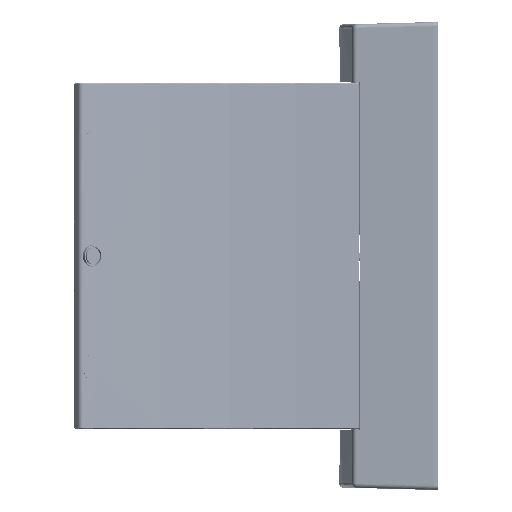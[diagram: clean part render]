
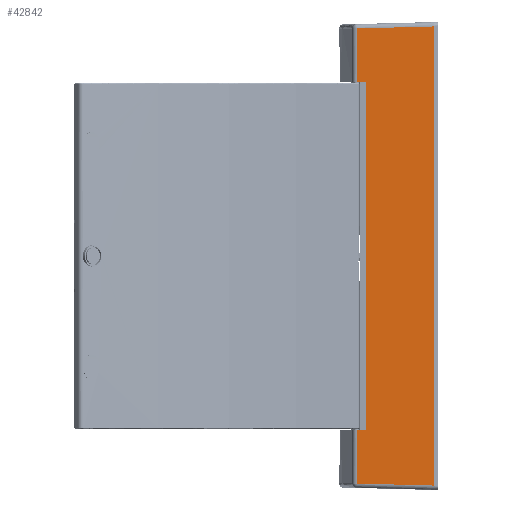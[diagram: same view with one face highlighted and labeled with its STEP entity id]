
A CAD part, left-side view. The second image highlights one B-rep face of the part: STEP entity #42842.
In plain terms, the highlighted planar face has unit normal (-1, 0.026, 0).
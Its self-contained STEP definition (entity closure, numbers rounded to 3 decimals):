
#4338=ORIENTED_EDGE('',*,*,#15703,.T.);
#4339=ORIENTED_EDGE('',*,*,#15826,.F.);
#4340=ORIENTED_EDGE('',*,*,#15827,.F.);
#4341=ORIENTED_EDGE('',*,*,#15828,.T.);
#4342=ORIENTED_EDGE('',*,*,#15818,.T.);
#4343=ORIENTED_EDGE('',*,*,#15829,.T.);
#4344=ORIENTED_EDGE('',*,*,#15682,.F.);
#4345=ORIENTED_EDGE('',*,*,#15692,.F.);
#15682=EDGE_CURVE('',#21465,#21467,#25773,.T.);
#15692=EDGE_CURVE('',#21472,#21465,#25776,.T.);
#15703=EDGE_CURVE('',#21472,#21479,#25782,.T.);
#15818=EDGE_CURVE('',#21546,#21549,#25873,.T.);
#15826=EDGE_CURVE('',#21553,#21479,#25875,.T.);
#15827=EDGE_CURVE('',#21554,#21553,#25876,.T.);
#15828=EDGE_CURVE('',#21554,#21546,#25877,.T.);
#15829=EDGE_CURVE('',#21549,#21467,#25878,.T.);
#21465=VERTEX_POINT('',#66265);
#21467=VERTEX_POINT('',#66268);
#21472=VERTEX_POINT('',#66327);
#21479=VERTEX_POINT('',#66364);
#21546=VERTEX_POINT('',#66663);
#21549=VERTEX_POINT('',#66671);
#21553=VERTEX_POINT('',#66725);
#21554=VERTEX_POINT('',#66727);
#25773=LINE('',#66267,#29162);
#25776=LINE('',#66326,#29165);
#25782=LINE('',#66365,#29171);
#25873=LINE('',#66672,#29262);
#25875=LINE('',#66724,#29264);
#25876=LINE('',#66726,#29265);
#25877=LINE('',#66728,#29266);
#25878=LINE('',#66729,#29267);
#29162=VECTOR('',#53546,1000.);
#29165=VECTOR('',#53565,1000.);
#29171=VECTOR('',#53575,1000.);
#29262=VECTOR('',#53788,1000.);
#29264=VECTOR('',#53806,1000.);
#29265=VECTOR('',#53807,1000.);
#29266=VECTOR('',#53808,1000.);
#29267=VECTOR('',#53809,1000.);
#32503=EDGE_LOOP('',(#4338,#4339,#4340,#4341,#4342,#4343,#4344,#4345));
#37048=FACE_BOUND('',#32503,.T.);
#41542=PLANE('',#48748);
#42842=ADVANCED_FACE('',(#37048),#41542,.T.);
#48748=AXIS2_PLACEMENT_3D('',#66723,#53804,#53805);
#53546=DIRECTION('',(-0.026,-0.999,0.026));
#53565=DIRECTION('',(0.,0.,1.));
#53575=DIRECTION('',(-0.026,-0.999,-0.026));
#53788=DIRECTION('',(-0.026,-0.999,-0.026));
#53804=DIRECTION('',(-1.,0.026,0.));
#53805=DIRECTION('',(-0.026,-1.,0.));
#53806=DIRECTION('',(0.,0.,1.));
#53807=DIRECTION('',(-0.026,-0.999,0.026));
#53808=DIRECTION('',(0.,0.,-1.));
#53809=DIRECTION('',(0.,0.,1.));
#66265=CARTESIAN_POINT('',(-195.612,87.393,255.513));
#66267=CARTESIAN_POINT('',(-197.903,-0.131,257.805));
#66268=CARTESIAN_POINT('',(-197.9,0.,257.802));
#66326=CARTESIAN_POINT('',(-195.612,87.393,262.8));
#66327=CARTESIAN_POINT('',(-195.612,87.393,195.272));
#66364=CARTESIAN_POINT('',(-195.884,77.002,195.));
#66365=CARTESIAN_POINT('',(-195.816,79.569,195.067));
#66663=CARTESIAN_POINT('',(-195.612,87.393,-255.513));
#66671=CARTESIAN_POINT('',(-197.9,0.,-257.802));
#66672=CARTESIAN_POINT('',(-197.903,-0.131,-257.805));
#66723=CARTESIAN_POINT('',(-195.503,91.55,-262.8));
#66724=CARTESIAN_POINT('',(-195.884,77.002,-195.));
#66725=CARTESIAN_POINT('',(-195.884,77.002,-195.));
#66726=CARTESIAN_POINT('',(-195.884,77.002,-195.));
#66727=CARTESIAN_POINT('',(-195.612,87.393,-195.272));
#66728=CARTESIAN_POINT('',(-195.612,87.393,-262.8));
#66729=CARTESIAN_POINT('',(-197.9,0.,-262.8));
